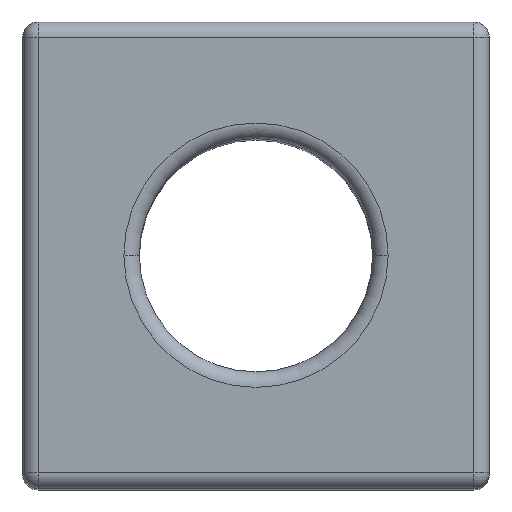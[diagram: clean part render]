
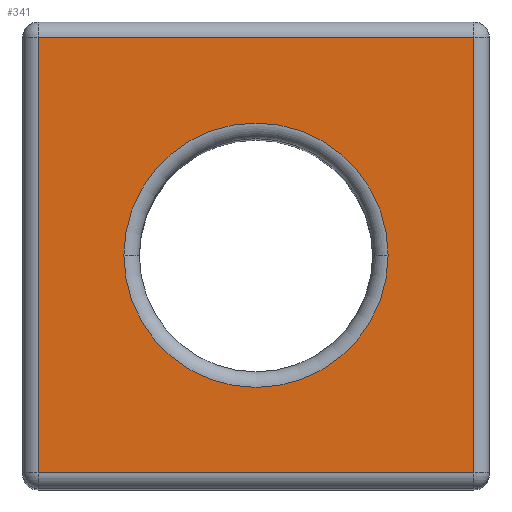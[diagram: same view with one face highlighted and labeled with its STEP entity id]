
A CAD part, top view. The second image highlights one B-rep face of the part: STEP entity #341.
In plain terms, the highlighted planar face has unit normal (0, 0, 1).
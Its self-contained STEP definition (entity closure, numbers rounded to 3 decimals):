
#24 = LINE ( 'NONE', #396, #547 ) ;
#75 = DIRECTION ( 'NONE',  ( -1., 0., 0. ) ) ;
#77 = CARTESIAN_POINT ( 'NONE',  ( -2.8, 2.8, 11.5 ) ) ;
#80 = ORIENTED_EDGE ( 'NONE', *, *, #166, .T. ) ;
#88 = DIRECTION ( 'NONE',  ( -1., 0., 0. ) ) ;
#96 = CIRCLE ( 'NONE', #499, 1.7 ) ;
#105 = CARTESIAN_POINT ( 'NONE',  ( -2.8, -2.8, 11.5 ) ) ;
#119 = CARTESIAN_POINT ( 'NONE',  ( 2.8, 2.8, 11.5 ) ) ;
#153 = FACE_OUTER_BOUND ( 'NONE', #751, .T. ) ;
#166 = EDGE_CURVE ( 'NONE', #746, #869, #850, .T. ) ;
#180 = EDGE_CURVE ( 'NONE', #869, #769, #24, .T. ) ;
#196 = CARTESIAN_POINT ( 'NONE',  ( 1.7, 0., 11.5 ) ) ;
#206 = ORIENTED_EDGE ( 'NONE', *, *, #254, .T. ) ;
#212 = CARTESIAN_POINT ( 'NONE',  ( -2.8, 2.8, 11.5 ) ) ;
#215 = DIRECTION ( 'NONE',  ( 0., 0., -1. ) ) ;
#218 = CARTESIAN_POINT ( 'NONE',  ( 0., 0., 11.5 ) ) ;
#223 = CARTESIAN_POINT ( 'NONE',  ( -1.7, 0., 11.5 ) ) ;
#251 = CARTESIAN_POINT ( 'NONE',  ( -2.8, 2.8, 11.5 ) ) ;
#254 = EDGE_CURVE ( 'NONE', #661, #480, #96, .T. ) ;
#275 = DIRECTION ( 'NONE',  ( 0., -1., 0. ) ) ;
#284 = DIRECTION ( 'NONE',  ( 0., 1., 0. ) ) ;
#291 = DIRECTION ( 'NONE',  ( 0., 0., -1. ) ) ;
#293 = PLANE ( 'NONE',  #832 ) ;
#302 = EDGE_CURVE ( 'NONE', #642, #746, #699, .T. ) ;
#320 = DIRECTION ( 'NONE',  ( -1., 0., 0. ) ) ;
#332 = ORIENTED_EDGE ( 'NONE', *, *, #488, .T. ) ;
#341 = ADVANCED_FACE ( 'NONE', ( #601, #153 ), #293, .F. ) ;
#352 = ORIENTED_EDGE ( 'NONE', *, *, #180, .T. ) ;
#377 = CIRCLE ( 'NONE', #518, 1.7 ) ;
#396 = CARTESIAN_POINT ( 'NONE',  ( -2.8, 2.8, 11.5 ) ) ;
#400 = DIRECTION ( 'NONE',  ( -1., 0., 0. ) ) ;
#456 = CARTESIAN_POINT ( 'NONE',  ( 2.8, -2.8, 11.5 ) ) ;
#480 = VERTEX_POINT ( 'NONE', #223 ) ;
#488 = EDGE_CURVE ( 'NONE', #480, #661, #377, .T. ) ;
#499 = AXIS2_PLACEMENT_3D ( 'NONE', #218, #291, #88 ) ;
#518 = AXIS2_PLACEMENT_3D ( 'NONE', #723, #729, #320 ) ;
#546 = CARTESIAN_POINT ( 'NONE',  ( -2.8, -2.8, 11.5 ) ) ;
#547 = VECTOR ( 'NONE', #275, 1000. ) ;
#564 = EDGE_CURVE ( 'NONE', #769, #642, #681, .T. ) ;
#601 = FACE_BOUND ( 'NONE', #879, .T. ) ;
#642 = VERTEX_POINT ( 'NONE', #456 ) ;
#661 = VERTEX_POINT ( 'NONE', #196 ) ;
#681 = LINE ( 'NONE', #105, #833 ) ;
#699 = LINE ( 'NONE', #774, #753 ) ;
#723 = CARTESIAN_POINT ( 'NONE',  ( 0., 0., 11.5 ) ) ;
#729 = DIRECTION ( 'NONE',  ( 0., 0., -1. ) ) ;
#746 = VERTEX_POINT ( 'NONE', #119 ) ;
#751 = EDGE_LOOP ( 'NONE', ( #880, #80, #352, #807 ) ) ;
#753 = VECTOR ( 'NONE', #284, 1000. ) ;
#769 = VERTEX_POINT ( 'NONE', #546 ) ;
#774 = CARTESIAN_POINT ( 'NONE',  ( 2.8, 2.8, 11.5 ) ) ;
#807 = ORIENTED_EDGE ( 'NONE', *, *, #564, .T. ) ;
#818 = VECTOR ( 'NONE', #400, 1000. ) ;
#832 = AXIS2_PLACEMENT_3D ( 'NONE', #212, #215, #75 ) ;
#833 = VECTOR ( 'NONE', #862, 1000. ) ;
#850 = LINE ( 'NONE', #251, #818 ) ;
#862 = DIRECTION ( 'NONE',  ( 1., 0., 0. ) ) ;
#869 = VERTEX_POINT ( 'NONE', #77 ) ;
#879 = EDGE_LOOP ( 'NONE', ( #332, #206 ) ) ;
#880 = ORIENTED_EDGE ( 'NONE', *, *, #302, .T. ) ;
